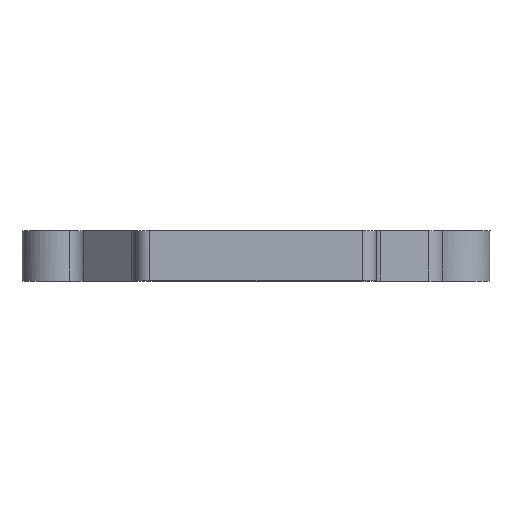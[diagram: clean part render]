
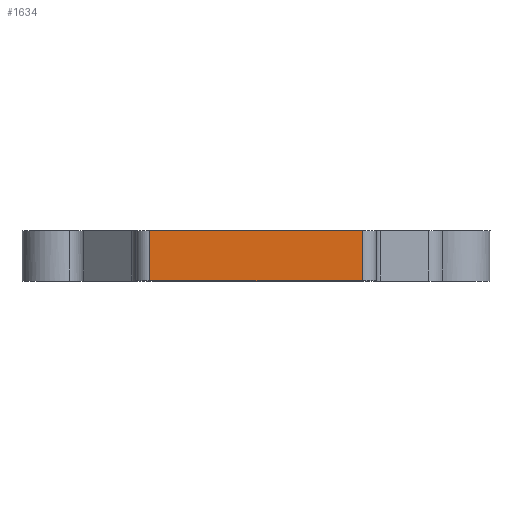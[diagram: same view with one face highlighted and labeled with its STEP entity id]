
A CAD part, front view. The second image highlights one B-rep face of the part: STEP entity #1634.
In plain terms, the highlighted planar face has unit normal (0, -1, 0).
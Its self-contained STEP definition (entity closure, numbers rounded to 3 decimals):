
#33=PLANE('',#1771);
#86=FACE_OUTER_BOUND('',#179,.T.);
#179=EDGE_LOOP('',(#1203,#1204,#1205,#1206));
#321=LINE('',#2471,#485);
#322=LINE('',#2475,#486);
#351=LINE('',#2591,#515);
#352=LINE('',#2592,#516);
#485=VECTOR('',#1961,10.);
#486=VECTOR('',#1966,10.);
#515=VECTOR('',#2059,10.);
#516=VECTOR('',#2060,10.);
#703=VERTEX_POINT('',#2468);
#704=VERTEX_POINT('',#2470);
#705=VERTEX_POINT('',#2474);
#760=VERTEX_POINT('',#2590);
#874=EDGE_CURVE('',#703,#704,#321,.T.);
#876=EDGE_CURVE('',#705,#704,#322,.T.);
#936=EDGE_CURVE('',#760,#703,#351,.T.);
#937=EDGE_CURVE('',#705,#760,#352,.T.);
#1203=ORIENTED_EDGE('',*,*,#874,.F.);
#1204=ORIENTED_EDGE('',*,*,#936,.F.);
#1205=ORIENTED_EDGE('',*,*,#937,.F.);
#1206=ORIENTED_EDGE('',*,*,#876,.T.);
#1634=ADVANCED_FACE('',(#86),#33,.T.);
#1771=AXIS2_PLACEMENT_3D('',#2589,#2057,#2058);
#1961=DIRECTION('',(0.,0.,-1.));
#1966=DIRECTION('',(1.,0.,0.));
#2057=DIRECTION('center_axis',(0.,-1.,0.));
#2058=DIRECTION('ref_axis',(-1.,0.,0.));
#2059=DIRECTION('',(1.,0.,0.));
#2060=DIRECTION('',(0.,0.,1.));
#2468=CARTESIAN_POINT('',(21.3,-50.9,3.3));
#2470=CARTESIAN_POINT('',(21.3,-50.9,-1.784));
#2471=CARTESIAN_POINT('',(21.3,-50.9,0.));
#2474=CARTESIAN_POINT('',(-0.3,-50.9,-1.784));
#2475=CARTESIAN_POINT('',(1.35,-50.9,-1.784));
#2589=CARTESIAN_POINT('Origin',(22.7,-50.9,0.));
#2590=CARTESIAN_POINT('',(-0.3,-50.9,3.3));
#2591=CARTESIAN_POINT('',(22.7,-50.9,3.3));
#2592=CARTESIAN_POINT('',(-0.3,-50.9,0.));
